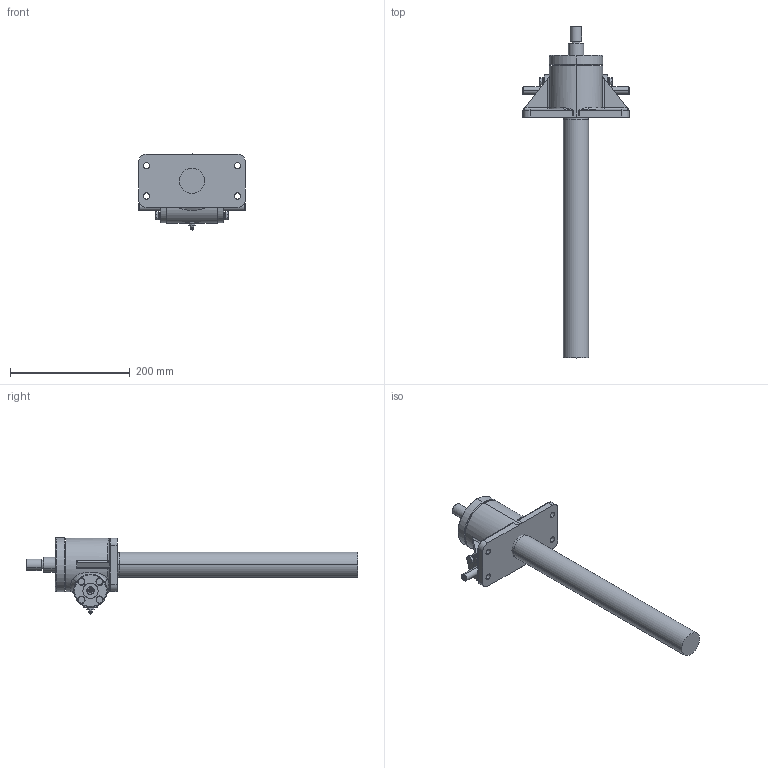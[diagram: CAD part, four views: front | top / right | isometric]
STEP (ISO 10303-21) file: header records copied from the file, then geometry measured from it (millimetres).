
FILE_DESCRIPTION (( 'STEP AP203' ), '1' );
FILE_NAME ('TM1802-16.STEP', '2026-03-04T06:12:01', ( '' ), ( '' ), 'SwSTEP 2.0', 'SolidWorks 2024', '' );
FILE_SCHEMA (( 'CONFIG_CONTROL_DESIGN' ));
Length unit declared in the file: millimetre
Products named in the file (18): T126W-904A5-TheTimkenCompany-3D-11-03-2025.stp; M-SK1802-2_2; M-SK1802-1; radial ball bearing_68_skf_SKF - 6002 - 12,SI,NC,12_68; M-L5018-16; M-SK1802-11; TM1802-16; hex bolt_ai_HBOLT 0.2500-20x1x0.75-N; oil seal; M-SK1802-4; spring lock washer 3063_isL_IS 3063- 6-A; M-SK1802-3; M-L5016-16; GN_1_8_BSP; M-SK1802-2; M-SK1802-2_1_For Rod finishing; plain washer (type b)_is_IS 2016 B- 6.6
Assembly tree (36 placements, depth 3):
  T126W-904A5-TheTimkenCompany-3D-11-03-2025.stp
  radial ball bearing_68_skf_SKF - 6002 - 12,SI,NC,12_68
  TM1802-16
    M-SK1802-1
    M-SK1802-2
      M-SK1802-2_1_For Rod finishing
      M-SK1802-2_2
    M-L5018-16
    M-SK1802-11
    M-L5016-16
    M-SK1802-3
    M-SK1802-11
    hex bolt_ai_HBOLT 0.2500-20x1x0.75-N  x8
    GN_1_8_BSP
    plain washer (type b)_is_IS 2016 B- 6.6  x8
    spring lock washer 3063_isL_IS 3063- 6-A  x8
    oil seal  x2
  M-SK1802-4
Bounding box: 177.8 x 555.62 x 127.3 mm (x, y, z)
Volume: 963669.6 mm3; surface area: 300795.6 mm2
Topology: 37 solids, 37 shells, 798 faces, 1878 edges, 1167 vertices
Faces by surface type: cylinder 303, plane 240, cone 122, torus 95, bspline 20, sphere 18
Entity records: 18765 total; most frequent: CARTESIAN_POINT 5598, DIRECTION 2468, ORIENTED_EDGE 2108, AXIS2_PLACEMENT_3D 1055, EDGE_CURVE 1054, VERTEX_POINT 651, CIRCLE 572, EDGE_LOOP 549
